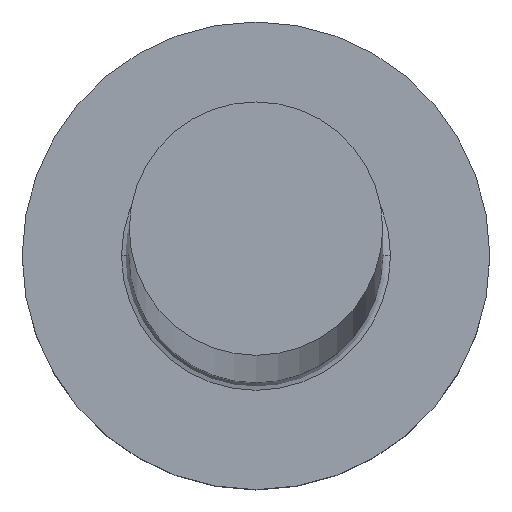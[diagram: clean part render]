
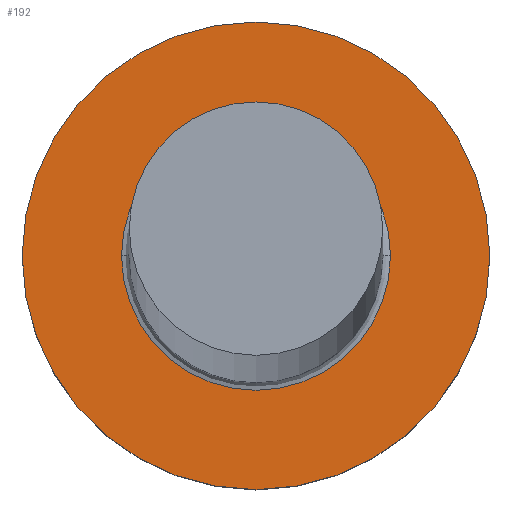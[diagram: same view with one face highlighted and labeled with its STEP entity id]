
A CAD part, top view. The second image highlights one B-rep face of the part: STEP entity #192.
In plain terms, the highlighted planar face has unit normal (0, 0, 1).
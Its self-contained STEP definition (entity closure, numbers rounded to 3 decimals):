
#2 = EDGE_CURVE ( 'NONE', #96, #282, #175, .T. ) ;
#7 = CARTESIAN_POINT ( 'NONE',  ( 0., 0., 5. ) ) ;
#8 = DIRECTION ( 'NONE',  ( 1., 0., 0. ) ) ;
#11 = CARTESIAN_POINT ( 'NONE',  ( -6., 0., 5. ) ) ;
#24 = CIRCLE ( 'NONE', #71, 6. ) ;
#29 = EDGE_CURVE ( 'NONE', #282, #96, #293, .T. ) ;
#40 = DIRECTION ( 'NONE',  ( 0., 0., 1. ) ) ;
#42 = ORIENTED_EDGE ( 'NONE', *, *, #54, .T. ) ;
#45 = DIRECTION ( 'NONE',  ( 1., 0., 0. ) ) ;
#54 = EDGE_CURVE ( 'NONE', #256, #235, #216, .T. ) ;
#61 = CARTESIAN_POINT ( 'NONE',  ( 3.45, 0., 5. ) ) ;
#70 = EDGE_LOOP ( 'NONE', ( #135, #42 ) ) ;
#71 = AXIS2_PLACEMENT_3D ( 'NONE', #159, #259, #45 ) ;
#78 = AXIS2_PLACEMENT_3D ( 'NONE', #123, #191, #127 ) ;
#80 = DIRECTION ( 'NONE',  ( 0., 0., 1. ) ) ;
#96 = VERTEX_POINT ( 'NONE', #291 ) ;
#100 = FACE_BOUND ( 'NONE', #303, .T. ) ;
#102 = DIRECTION ( 'NONE',  ( 1., 0., 0. ) ) ;
#105 = AXIS2_PLACEMENT_3D ( 'NONE', #298, #40, #8 ) ;
#107 = DIRECTION ( 'NONE',  ( 1., 0., 0. ) ) ;
#123 = CARTESIAN_POINT ( 'NONE',  ( 0., 0., 5. ) ) ;
#127 = DIRECTION ( 'NONE',  ( 1., 0., 0. ) ) ;
#135 = ORIENTED_EDGE ( 'NONE', *, *, #273, .T. ) ;
#156 = PLANE ( 'NONE',  #105 ) ;
#159 = CARTESIAN_POINT ( 'NONE',  ( 0., 0., 5. ) ) ;
#172 = CARTESIAN_POINT ( 'NONE',  ( 0., 0., 5. ) ) ;
#175 = CIRCLE ( 'NONE', #78, 3.45 ) ;
#191 = DIRECTION ( 'NONE',  ( 0., 0., -1. ) ) ;
#192 = ADVANCED_FACE ( 'NONE', ( #100, #255 ), #156, .T. ) ;
#197 = DIRECTION ( 'NONE',  ( 0., 0., -1. ) ) ;
#216 = CIRCLE ( 'NONE', #276, 6. ) ;
#235 = VERTEX_POINT ( 'NONE', #11 ) ;
#246 = CARTESIAN_POINT ( 'NONE',  ( 6., 0., 5. ) ) ;
#250 = AXIS2_PLACEMENT_3D ( 'NONE', #172, #197, #107 ) ;
#255 = FACE_OUTER_BOUND ( 'NONE', #70, .T. ) ;
#256 = VERTEX_POINT ( 'NONE', #246 ) ;
#259 = DIRECTION ( 'NONE',  ( 0., 0., 1. ) ) ;
#273 = EDGE_CURVE ( 'NONE', #235, #256, #24, .T. ) ;
#276 = AXIS2_PLACEMENT_3D ( 'NONE', #7, #80, #102 ) ;
#281 = ORIENTED_EDGE ( 'NONE', *, *, #2, .T. ) ;
#282 = VERTEX_POINT ( 'NONE', #61 ) ;
#285 = ORIENTED_EDGE ( 'NONE', *, *, #29, .T. ) ;
#291 = CARTESIAN_POINT ( 'NONE',  ( -3.45, 0., 5. ) ) ;
#293 = CIRCLE ( 'NONE', #250, 3.45 ) ;
#298 = CARTESIAN_POINT ( 'NONE',  ( 0., 0., 5. ) ) ;
#303 = EDGE_LOOP ( 'NONE', ( #285, #281 ) ) ;
